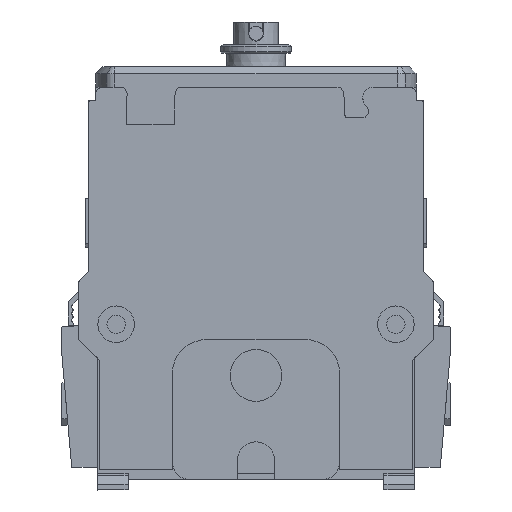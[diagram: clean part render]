
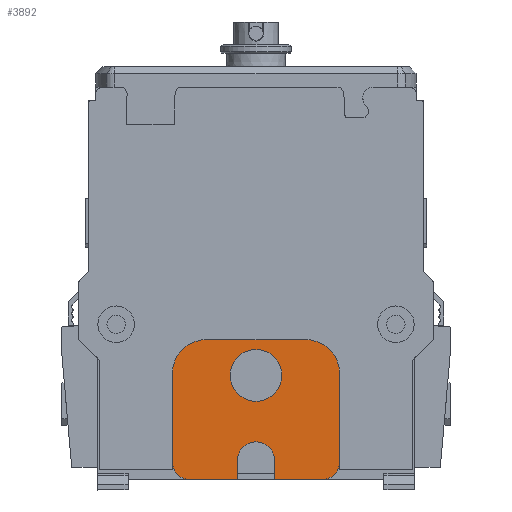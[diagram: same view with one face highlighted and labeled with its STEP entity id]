
A CAD part, front view. The second image highlights one B-rep face of the part: STEP entity #3892.
In plain terms, the highlighted planar face has unit normal (0, -1, 0).
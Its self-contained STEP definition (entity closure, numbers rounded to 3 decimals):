
#3892=ADVANCED_FACE('',(#6326,#6327),#5538,.F.);
#5538=PLANE('',#42006);
#6326=FACE_BOUND('',#7731,.T.);
#6327=FACE_BOUND('',#7732,.T.);
#7731=EDGE_LOOP('',(#15525,#15526,#15527,#15528,#15529,#15530,#15531,#15532,
#15533,#15534,#15535,#15536));
#7732=EDGE_LOOP('',(#15537));
#8770=CIRCLE('',#40763,10.);
#8823=CIRCLE('',#40900,10.);
#9108=CIRCLE('',#41951,7.6);
#9115=CIRCLE('',#41999,5.);
#9116=CIRCLE('',#42001,5.);
#9117=CIRCLE('',#42005,5.5);
#15525=ORIENTED_EDGE('',*,*,#28128,.T.);
#15526=ORIENTED_EDGE('',*,*,#28129,.T.);
#15527=ORIENTED_EDGE('',*,*,#28130,.T.);
#15528=ORIENTED_EDGE('',*,*,#28131,.T.);
#15529=ORIENTED_EDGE('',*,*,#28122,.F.);
#15530=ORIENTED_EDGE('',*,*,#25170,.T.);
#15531=ORIENTED_EDGE('',*,*,#25171,.F.);
#15532=ORIENTED_EDGE('',*,*,#25444,.T.);
#15533=ORIENTED_EDGE('',*,*,#25441,.F.);
#15534=ORIENTED_EDGE('',*,*,#25446,.T.);
#15535=ORIENTED_EDGE('',*,*,#28124,.F.);
#15536=ORIENTED_EDGE('',*,*,#28132,.T.);
#15537=ORIENTED_EDGE('',*,*,#27984,.T.);
#20715=VERTEX_POINT('',#55287);
#20717=VERTEX_POINT('',#55291);
#20718=VERTEX_POINT('',#55295);
#20896=VERTEX_POINT('',#55827);
#20897=VERTEX_POINT('',#55828);
#20898=VERTEX_POINT('',#55835);
#22653=VERTEX_POINT('',#63311);
#22749=VERTEX_POINT('',#63586);
#22750=VERTEX_POINT('',#63590);
#22751=VERTEX_POINT('',#63598);
#22752=VERTEX_POINT('',#63599);
#22753=VERTEX_POINT('',#63601);
#22754=VERTEX_POINT('',#63603);
#25170=EDGE_CURVE('',#20715,#20717,#31238,.T.);
#25171=EDGE_CURVE('',#20718,#20717,#8770,.T.);
#25441=EDGE_CURVE('',#20896,#20897,#8823,.T.);
#25444=EDGE_CURVE('',#20718,#20897,#31458,.T.);
#25446=EDGE_CURVE('',#20896,#20898,#31460,.T.);
#27984=EDGE_CURVE('',#22653,#22653,#9108,.T.);
#28122=EDGE_CURVE('',#20715,#22749,#9115,.T.);
#28124=EDGE_CURVE('',#22750,#20898,#9116,.T.);
#28128=EDGE_CURVE('',#22751,#22752,#33638,.T.);
#28129=EDGE_CURVE('',#22752,#22753,#9117,.T.);
#28130=EDGE_CURVE('',#22753,#22754,#33639,.T.);
#28131=EDGE_CURVE('',#22754,#22749,#33640,.T.);
#28132=EDGE_CURVE('',#22750,#22751,#33641,.T.);
#31238=LINE('',#55292,#36228);
#31458=LINE('',#55832,#36448);
#31460=LINE('',#55836,#36450);
#33638=LINE('',#63597,#38628);
#33639=LINE('',#63602,#38629);
#33640=LINE('',#63604,#38630);
#33641=LINE('',#63605,#38631);
#36228=VECTOR('',#44522,1.);
#36448=VECTOR('',#45022,1.);
#36450=VECTOR('',#45026,1.);
#38628=VECTOR('',#49408,1.);
#38629=VECTOR('',#49411,1.);
#38630=VECTOR('',#49412,1.);
#38631=VECTOR('',#49413,1.);
#40763=AXIS2_PLACEMENT_3D('',#55294,#44525,#44526);
#40900=AXIS2_PLACEMENT_3D('',#55826,#45016,#45017);
#41951=AXIS2_PLACEMENT_3D('',#63310,#49165,#49166);
#41999=AXIS2_PLACEMENT_3D('',#63585,#49392,#49393);
#42001=AXIS2_PLACEMENT_3D('',#63589,#49397,#49398);
#42005=AXIS2_PLACEMENT_3D('',#63600,#49409,#49410);
#42006=AXIS2_PLACEMENT_3D('',#63606,#49414,#49415);
#44522=DIRECTION('',(0.,0.,1.));
#44525=DIRECTION('',(0.,1.,0.));
#44526=DIRECTION('',(0.707,0.,0.707));
#45016=DIRECTION('',(0.,1.,0.));
#45017=DIRECTION('',(-0.707,0.,0.707));
#45022=DIRECTION('',(-1.,0.,0.));
#45026=DIRECTION('',(0.,0.,-1.));
#49165=DIRECTION('',(0.,1.,0.));
#49166=DIRECTION('',(-1.,0.,0.));
#49392=DIRECTION('',(0.,1.,0.));
#49393=DIRECTION('',(0.707,0.,-0.707));
#49397=DIRECTION('',(0.,1.,0.));
#49398=DIRECTION('',(-0.707,0.,-0.707));
#49408=DIRECTION('',(0.,0.,1.));
#49409=DIRECTION('',(0.,1.,0.));
#49410=DIRECTION('',(-1.,0.,0.));
#49411=DIRECTION('',(0.,0.,-1.));
#49412=DIRECTION('',(1.,0.,0.));
#49413=DIRECTION('',(1.,0.,0.));
#49414=DIRECTION('',(0.,1.,0.));
#49415=DIRECTION('',(-1.,0.,0.));
#55287=CARTESIAN_POINT('',(24.5,-54.,-25.5));
#55291=CARTESIAN_POINT('',(24.5,-54.,0.5));
#55292=CARTESIAN_POINT('',(24.5,-54.,4.));
#55294=CARTESIAN_POINT('',(14.5,-54.,0.5));
#55295=CARTESIAN_POINT('',(14.5,-54.,10.5));
#55826=CARTESIAN_POINT('',(-14.5,-54.,0.5));
#55827=CARTESIAN_POINT('',(-24.5,-54.,0.5));
#55828=CARTESIAN_POINT('',(-14.5,-54.,10.5));
#55832=CARTESIAN_POINT('',(-12.25,-54.,10.5));
#55835=CARTESIAN_POINT('',(-24.5,-54.,-25.5));
#55836=CARTESIAN_POINT('',(-24.5,-54.,-16.5));
#63310=CARTESIAN_POINT('',(0.,-54.,0.));
#63311=CARTESIAN_POINT('',(7.6,-54.,0.));
#63585=CARTESIAN_POINT('',(19.5,-54.,-25.5));
#63586=CARTESIAN_POINT('',(19.5,-54.,-30.5));
#63589=CARTESIAN_POINT('',(-19.5,-54.,-25.5));
#63590=CARTESIAN_POINT('',(-19.5,-54.,-30.5));
#63597=CARTESIAN_POINT('',(-5.5,-54.,-16.5));
#63598=CARTESIAN_POINT('',(-5.5,-54.,-30.5));
#63599=CARTESIAN_POINT('',(-5.5,-54.,-25.));
#63600=CARTESIAN_POINT('',(0.,-54.,-25.));
#63601=CARTESIAN_POINT('',(5.5,-54.,-25.));
#63602=CARTESIAN_POINT('',(5.5,-54.,-13.75));
#63603=CARTESIAN_POINT('',(5.5,-54.,-30.5));
#63604=CARTESIAN_POINT('',(-46.5,-54.,-30.5));
#63605=CARTESIAN_POINT('',(-46.5,-54.,-30.5));
#63606=CARTESIAN_POINT('',(0.,-54.,-2.5));
